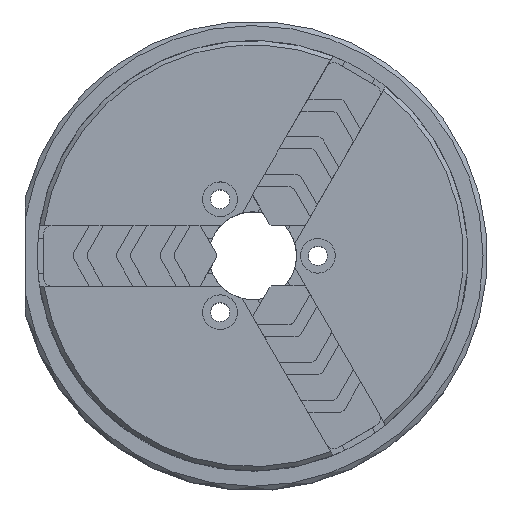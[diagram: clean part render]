
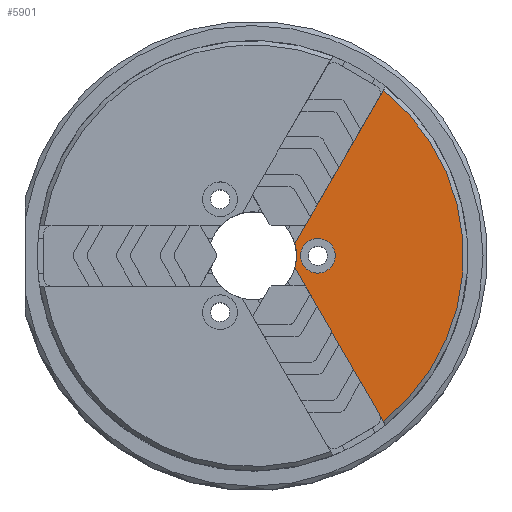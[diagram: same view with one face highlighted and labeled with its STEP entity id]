
A CAD part, top view. The second image highlights one B-rep face of the part: STEP entity #5901.
In plain terms, the highlighted face is planar.
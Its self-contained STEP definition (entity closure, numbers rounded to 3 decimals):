
#361=LINE('',#9604,#725);
#408=LINE('',#9763,#772);
#725=VECTOR('',#7547,40.711);
#772=VECTOR('',#7718,40.711);
#1310=FACE_BOUND('',#2064,.T.);
#1563=FACE_OUTER_BOUND('',#2063,.T.);
#2063=EDGE_LOOP('',(#4707,#4708,#4709,#4710));
#2064=EDGE_LOOP('',(#4711));
#2562=CIRCLE('',#6430,48.5);
#2575=CIRCLE('',#6458,4.);
#2586=CIRCLE('',#6494,10.1);
#2944=VERTEX_POINT('',#9593);
#2945=VERTEX_POINT('',#9597);
#2946=VERTEX_POINT('',#9603);
#2966=VERTEX_POINT('',#9672);
#2984=VERTEX_POINT('',#9762);
#3550=EDGE_CURVE('',#2945,#2944,#2562,.T.);
#3551=EDGE_CURVE('',#2946,#2944,#361,.T.);
#3578=EDGE_CURVE('',#2966,#2966,#2575,.T.);
#3625=EDGE_CURVE('',#2945,#2984,#408,.T.);
#3626=EDGE_CURVE('',#2984,#2946,#2586,.T.);
#4707=ORIENTED_EDGE('',*,*,#3550,.F.);
#4708=ORIENTED_EDGE('',*,*,#3625,.T.);
#4709=ORIENTED_EDGE('',*,*,#3626,.T.);
#4710=ORIENTED_EDGE('',*,*,#3551,.T.);
#4711=ORIENTED_EDGE('',*,*,#3578,.T.);
#5628=PLANE('',#6493);
#5901=ADVANCED_FACE('',(#1563,#1310),#5628,.T.);
#6430=AXIS2_PLACEMENT_3D('',#9601,#7543,#7544);
#6458=AXIS2_PLACEMENT_3D('',#9673,#7610,#7611);
#6493=AXIS2_PLACEMENT_3D('',#9761,#7716,#7717);
#6494=AXIS2_PLACEMENT_3D('',#9764,#7719,#7720);
#7543=DIRECTION('center_axis',(0.,-1.,0.));
#7544=DIRECTION('ref_axis',(1.,0.,0.));
#7547=DIRECTION('',(-0.5,0.,0.866));
#7610=DIRECTION('center_axis',(0.,-1.,0.));
#7611=DIRECTION('ref_axis',(1.,0.,0.));
#7716=DIRECTION('center_axis',(0.,1.,0.));
#7717=DIRECTION('ref_axis',(0.,0.,1.));
#7718=DIRECTION('',(-1.,0.,0.));
#7719=DIRECTION('center_axis',(0.,-1.,0.));
#7720=DIRECTION('ref_axis',(1.,0.,0.));
#9593=CARTESIAN_POINT('',(-17.934,24.5,45.062));
#9597=CARTESIAN_POINT('',(47.992,24.5,7.));
#9601=CARTESIAN_POINT('Origin',(0.,24.5,0.));
#9603=CARTESIAN_POINT('',(2.422,24.5,9.805));
#9604=CARTESIAN_POINT('',(-0.125,24.5,14.217));
#9672=CARTESIAN_POINT('',(11.5,24.5,12.99));
#9673=CARTESIAN_POINT('Origin',(7.5,24.5,12.99));
#9761=CARTESIAN_POINT('Origin',(49.5,24.5,0.));
#9762=CARTESIAN_POINT('',(7.281,24.5,7.));
#9763=CARTESIAN_POINT('',(49.5,24.5,7.));
#9764=CARTESIAN_POINT('Origin',(0.,24.5,0.));
